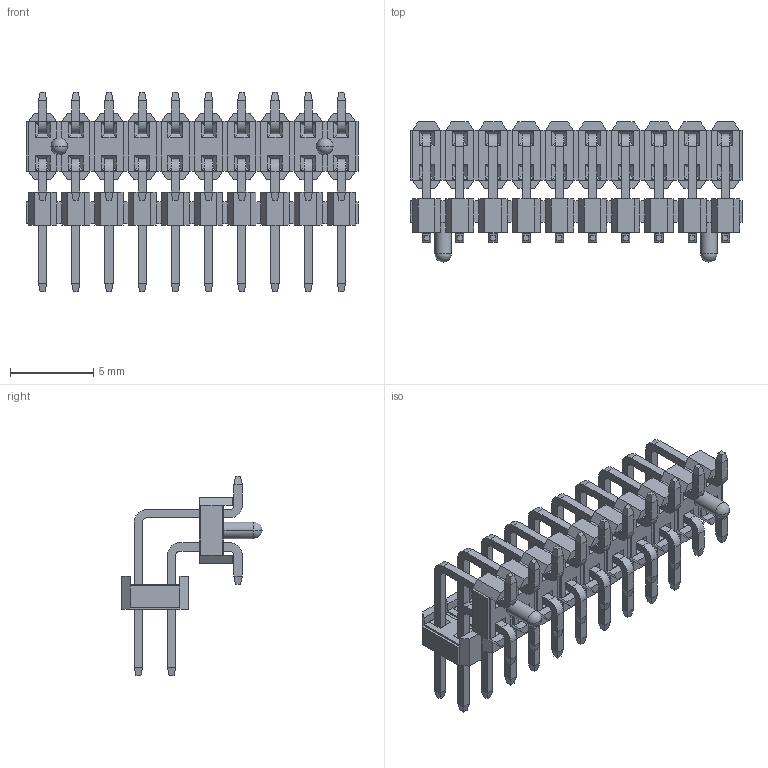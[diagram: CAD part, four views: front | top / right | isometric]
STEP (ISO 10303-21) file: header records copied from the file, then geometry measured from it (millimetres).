
FILE_DESCRIPTION( ('This file contains a STEP AP42 implementation' ,'as created by ZW3D STEP Interface translator.') ,'2;1' );
FILE_NAME( '1220-22XXXXDXXXXXXX(衄翐).stp' ,'23 324.142052', (''), ('ZWCAD Software Co.'), 'Version 1.0', 'ZW3D to STEP translator', '' );
FILE_SCHEMA(('AUTOMOTIVE_DESIGN { 1 0 10303 214 1 1 1 1 }'));
Length unit declared in the file: millimetre
Products named in the file (2): 0; 1220-2220XXD135XXXX(衄翐)
Bounding box: 20 x 8.45 x 12 mm (x, y, z)
Volume: 292.9 mm3; surface area: 1285.8 mm2
Topology: 22 solids, 22 shells, 1186 faces, 2868 edges, 1722 vertices
Faces by surface type: plane 1098, cylinder 84, sphere 4
Entity records: 34593 total; most frequent: CARTESIAN_POINT 5773, ORIENTED_EDGE 5728, DIRECTION 5418, EDGE_CURVE 2864, VECTOR 2684, LINE 2684, VERTEX_POINT 1722, AXIS2_PLACEMENT_3D 1367
